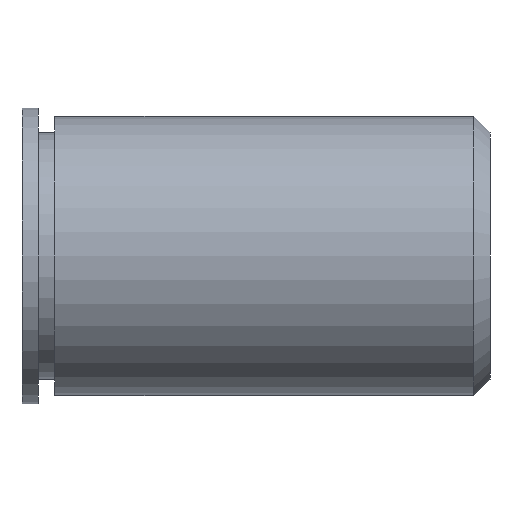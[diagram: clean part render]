
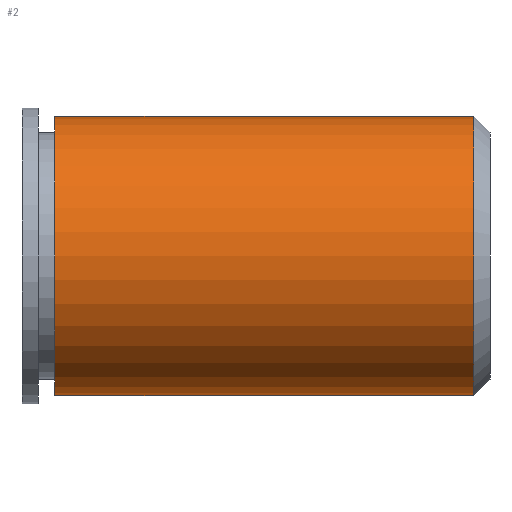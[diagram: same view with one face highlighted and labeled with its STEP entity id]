
A CAD part, front view. The second image highlights one B-rep face of the part: STEP entity #2.
In plain terms, the highlighted cylindrical face has radius 4.318 mm (diameter 8.636 mm), a partial arc.
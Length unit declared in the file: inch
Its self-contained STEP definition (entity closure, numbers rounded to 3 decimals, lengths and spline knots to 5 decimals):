
#1 = EDGE_LOOP ( 'NONE', ( #133, #27, #24, #21 ) ) ;
#2 = ADVANCED_FACE ( 'NONE', ( #188 ), #216, .T. ) ;
#4 = EDGE_CURVE ( 'NONE', #74, #73, #211, .T. ) ;
#21 = ORIENTED_EDGE ( 'NONE', *, *, #26, .F. ) ;
#24 = ORIENTED_EDGE ( 'NONE', *, *, #131, .T. ) ;
#26 = EDGE_CURVE ( 'NONE', #126, #129, #261, .T. ) ;
#27 = ORIENTED_EDGE ( 'NONE', *, *, #4, .T. ) ;
#73 = VERTEX_POINT ( 'NONE', #403 ) ;
#74 = VERTEX_POINT ( 'NONE', #402 ) ;
#125 = EDGE_CURVE ( 'NONE', #74, #126, #605, .T. ) ;
#126 = VERTEX_POINT ( 'NONE', #601 ) ;
#129 = VERTEX_POINT ( 'NONE', #595 ) ;
#131 = EDGE_CURVE ( 'NONE', #73, #129, #593, .T. ) ;
#133 = ORIENTED_EDGE ( 'NONE', *, *, #125, .F. ) ;
#188 = FACE_OUTER_BOUND ( 'NONE', #1, .T. ) ;
#208 = DIRECTION ( 'NONE',  ( 0., 0., 1. ) ) ;
#209 = DIRECTION ( 'NONE',  ( -1., 0., 0. ) ) ;
#210 = AXIS2_PLACEMENT_3D ( 'NONE', #217, #209, #208 ) ;
#211 = CIRCLE ( 'NONE', #210, 0.17 ) ;
#213 = DIRECTION ( 'NONE',  ( 0., 0., 1. ) ) ;
#214 = DIRECTION ( 'NONE',  ( -1., 0., 0. ) ) ;
#215 = AXIS2_PLACEMENT_3D ( 'NONE', #218, #214, #213 ) ;
#216 = CYLINDRICAL_SURFACE ( 'NONE', #215, 0.17 ) ;
#217 = CARTESIAN_POINT ( 'NONE',  ( 0.265, 0., 0. ) ) ;
#218 = CARTESIAN_POINT ( 'NONE',  ( -0.285, 0., 0. ) ) ;
#257 = DIRECTION ( 'NONE',  ( 0., 0., 1. ) ) ;
#258 = DIRECTION ( 'NONE',  ( -1., 0., 0. ) ) ;
#259 = CARTESIAN_POINT ( 'NONE',  ( -0.245, 0., 0. ) ) ;
#260 = AXIS2_PLACEMENT_3D ( 'NONE', #259, #258, #257 ) ;
#261 = CIRCLE ( 'NONE', #260, 0.17 ) ;
#402 = CARTESIAN_POINT ( 'NONE',  ( 0.265, 0., -0.17 ) ) ;
#403 = CARTESIAN_POINT ( 'NONE',  ( 0.265, 0., 0.17 ) ) ;
#590 = DIRECTION ( 'NONE',  ( -1., 0., 0. ) ) ;
#591 = VECTOR ( 'NONE', #590, 39.37008 ) ;
#592 = CARTESIAN_POINT ( 'NONE',  ( -0.285, 0., 0.17 ) ) ;
#593 = LINE ( 'NONE', #592, #591 ) ;
#595 = CARTESIAN_POINT ( 'NONE',  ( -0.245, 0., 0.17 ) ) ;
#601 = CARTESIAN_POINT ( 'NONE',  ( -0.245, 0., -0.17 ) ) ;
#602 = DIRECTION ( 'NONE',  ( -1., 0., 0. ) ) ;
#603 = VECTOR ( 'NONE', #602, 39.37008 ) ;
#604 = CARTESIAN_POINT ( 'NONE',  ( -0.285, 0., -0.17 ) ) ;
#605 = LINE ( 'NONE', #604, #603 ) ;
